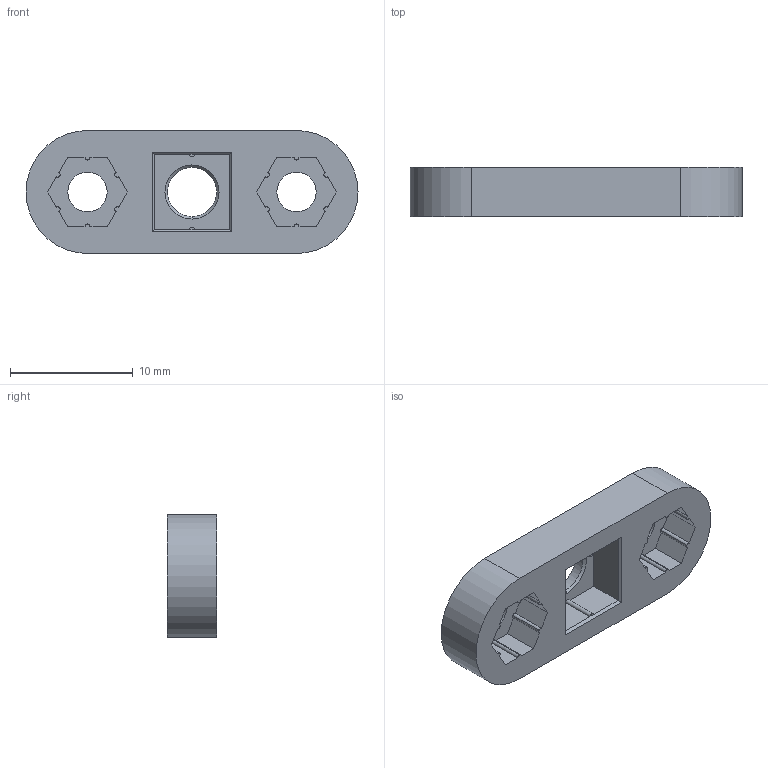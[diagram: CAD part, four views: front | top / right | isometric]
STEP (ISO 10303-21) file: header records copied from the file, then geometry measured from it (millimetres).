
FILE_DESCRIPTION(/* description */ (''),/* implementation_level */ '2;1');
FILE_NAME(/* name */ 'ResetSW_Holder',/* time_stamp */ '2024-09-27T19:30:15+09:00',/* author */ (''),/* organization */ (''),/* preprocessor_version */ 'ST-DEVELOPER v19.2',/* originating_system */ 'Rhino 8.11',/* authorisation */ '');
FILE_SCHEMA (('AUTOMOTIVE_DESIGN_CC2'));
Length unit declared in the file: millimetre
Products named in the file (1): Document
Bounding box: 27 x 4 x 10 mm (x, y, z)
Volume: 692.8 mm3; surface area: 929 mm2
Topology: 1 solids, 1 shells, 79 faces, 212 edges, 138 vertices
Faces by surface type: plane 43, cylinder 34, bspline 2
Entity records: 2552 total; most frequent: CARTESIAN_POINT 771, ORIENTED_EDGE 424, DIRECTION 221, EDGE_CURVE 212, AXIS2_PLACEMENT_3D 149, VERTEX_POINT 138, B_SPLINE_CURVE_WITH_KNOTS 137, EDGE_LOOP 88
